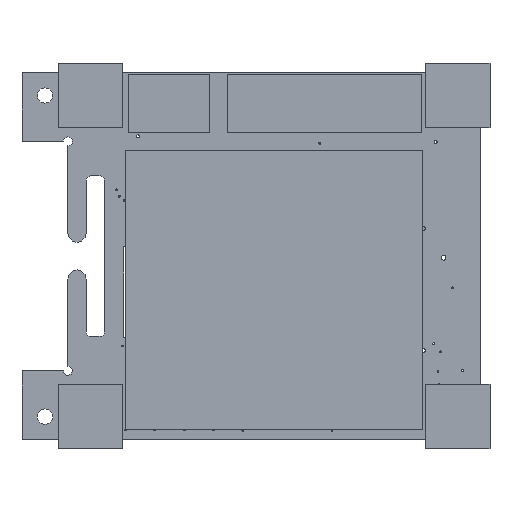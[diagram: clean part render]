
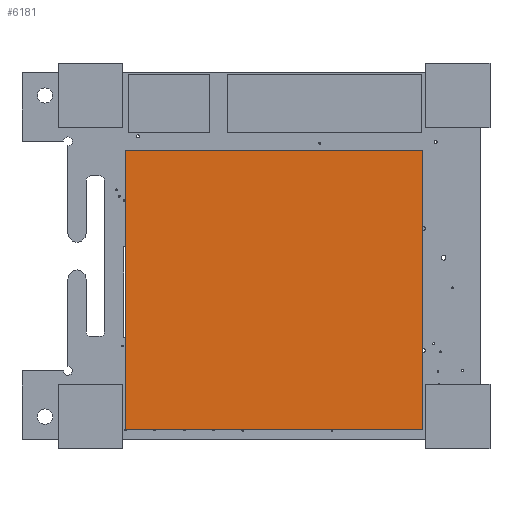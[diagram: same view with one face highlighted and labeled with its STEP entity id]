
A CAD part, top view. The second image highlights one B-rep face of the part: STEP entity #6181.
In plain terms, the highlighted planar face has unit normal (0, 0, 1).
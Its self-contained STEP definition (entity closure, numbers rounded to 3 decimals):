
#652=PLANE('',#6759);
#941=FACE_OUTER_BOUND('',#1342,.T.);
#1342=EDGE_LOOP('',(#5675,#5676,#5677,#5678));
#1971=LINE('',#10095,#2626);
#1974=LINE('',#10101,#2629);
#1977=LINE('',#10107,#2632);
#1980=LINE('',#10111,#2635);
#2626=VECTOR('',#8310,10.);
#2629=VECTOR('',#8315,10.);
#2632=VECTOR('',#8320,10.);
#2635=VECTOR('',#8325,10.);
#3322=VERTEX_POINT('',#10092);
#3323=VERTEX_POINT('',#10094);
#3325=VERTEX_POINT('',#10100);
#3327=VERTEX_POINT('',#10106);
#4107=EDGE_CURVE('',#3323,#3322,#1971,.T.);
#4110=EDGE_CURVE('',#3325,#3323,#1974,.T.);
#4113=EDGE_CURVE('',#3327,#3325,#1977,.T.);
#4116=EDGE_CURVE('',#3322,#3327,#1980,.T.);
#5675=ORIENTED_EDGE('',*,*,#4116,.T.);
#5676=ORIENTED_EDGE('',*,*,#4113,.T.);
#5677=ORIENTED_EDGE('',*,*,#4110,.T.);
#5678=ORIENTED_EDGE('',*,*,#4107,.T.);
#6181=ADVANCED_FACE('',(#941),#652,.T.);
#6759=AXIS2_PLACEMENT_3D('',#10112,#8326,#8327);
#8310=DIRECTION('',(-1.,0.,0.));
#8315=DIRECTION('',(0.,1.,0.));
#8320=DIRECTION('',(1.,0.,0.));
#8325=DIRECTION('',(0.,-1.,0.));
#8326=DIRECTION('center_axis',(0.,0.,1.));
#8327=DIRECTION('ref_axis',(1.,0.,0.));
#10092=CARTESIAN_POINT('',(-11.43,64.77,0.1));
#10094=CARTESIAN_POINT('',(49.53,64.77,0.1));
#10095=CARTESIAN_POINT('',(49.53,64.77,0.1));
#10100=CARTESIAN_POINT('',(49.53,0.,0.1));
#10101=CARTESIAN_POINT('',(49.53,0.,0.1));
#10106=CARTESIAN_POINT('',(-11.43,0.,0.1));
#10107=CARTESIAN_POINT('',(-11.43,0.,0.1));
#10111=CARTESIAN_POINT('',(-11.43,64.77,0.1));
#10112=CARTESIAN_POINT('Origin',(19.05,32.385,0.1));
